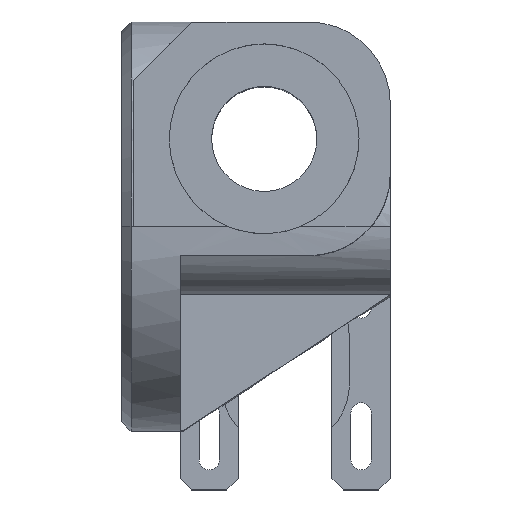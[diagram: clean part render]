
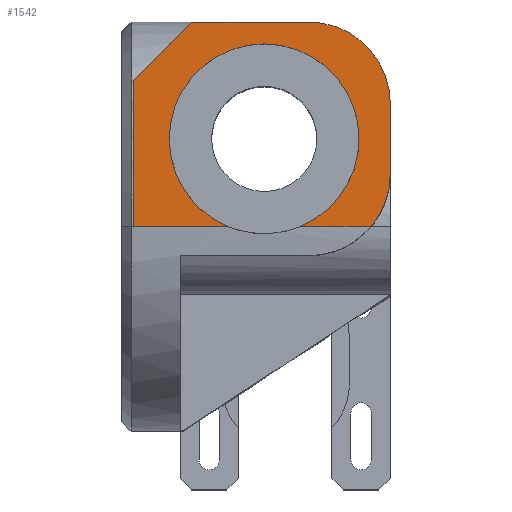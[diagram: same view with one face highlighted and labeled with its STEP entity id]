
A CAD part, top view. The second image highlights one B-rep face of the part: STEP entity #1542.
In plain terms, the highlighted planar face has unit normal (0, 0, 1).
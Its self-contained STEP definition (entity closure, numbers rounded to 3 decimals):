
#155 = CARTESIAN_POINT ( 'NONE',  ( 46., 0., 35. ) ) ;
#158 = EDGE_CURVE ( 'NONE', #842, #1110, #1636, .T. ) ;
#221 = ORIENTED_EDGE ( 'NONE', *, *, #1070, .F. ) ;
#242 = CARTESIAN_POINT ( 'NONE',  ( 40.65, 15., 35. ) ) ;
#313 = CARTESIAN_POINT ( 'NONE',  ( 10., 35., 35. ) ) ;
#320 = VERTEX_POINT ( 'NONE', #4024 ) ;
#393 = ORIENTED_EDGE ( 'NONE', *, *, #158, .T. ) ;
#454 = VECTOR ( 'NONE', #3837, 1000. ) ;
#458 = CARTESIAN_POINT ( 'NONE',  ( 32., 35., 35. ) ) ;
#485 = DIRECTION ( 'NONE',  ( 0., 0., 1. ) ) ;
#507 = DIRECTION ( 'NONE',  ( 0., -1., 0. ) ) ;
#617 = DIRECTION ( 'NONE',  ( 0., 0., -1. ) ) ;
#699 = VECTOR ( 'NONE', #1610, 1000. ) ;
#711 = EDGE_CURVE ( 'NONE', #1144, #2600, #3402, .T. ) ;
#734 = EDGE_CURVE ( 'NONE', #2510, #1144, #2501, .T. ) ;
#842 = VERTEX_POINT ( 'NONE', #3885 ) ;
#858 = CARTESIAN_POINT ( 'NONE',  ( 2., 0., 35. ) ) ;
#876 = FACE_OUTER_BOUND ( 'NONE', #1807, .T. ) ;
#948 = VERTEX_POINT ( 'NONE', #2354 ) ;
#955 = ORIENTED_EDGE ( 'NONE', *, *, #1451, .T. ) ;
#1070 = EDGE_CURVE ( 'NONE', #2597, #3602, #3696, .T. ) ;
#1110 = VERTEX_POINT ( 'NONE', #242 ) ;
#1144 = VERTEX_POINT ( 'NONE', #1170 ) ;
#1170 = CARTESIAN_POINT ( 'NONE',  ( 12., 35., 35. ) ) ;
#1172 = CARTESIAN_POINT ( 'NONE',  ( 2., 0., 35. ) ) ;
#1196 = ORIENTED_EDGE ( 'NONE', *, *, #1366, .T. ) ;
#1213 = CARTESIAN_POINT ( 'NONE',  ( 10., 0., 35. ) ) ;
#1366 = EDGE_CURVE ( 'NONE', #2600, #3602, #2052, .T. ) ;
#1445 = CIRCLE ( 'NONE', #2290, 14. ) ;
#1451 = EDGE_CURVE ( 'NONE', #2959, #2510, #1445, .T. ) ;
#1521 = DIRECTION ( 'NONE',  ( -1., 0., 0. ) ) ;
#1542 = ADVANCED_FACE ( 'NONE', ( #876 ), #1850, .F. ) ;
#1566 = DIRECTION ( 'NONE',  ( 0., 0., -1. ) ) ;
#1610 = DIRECTION ( 'NONE',  ( -0.707, -0.707, 0. ) ) ;
#1636 = CIRCLE ( 'NONE', #2159, 16.25 ) ;
#1675 = EDGE_CURVE ( 'NONE', #2959, #1687, #1699, .T. ) ;
#1687 = VERTEX_POINT ( 'NONE', #3871 ) ;
#1699 = LINE ( 'NONE', #155, #454 ) ;
#1731 = CARTESIAN_POINT ( 'NONE',  ( 24.4, 15., 35. ) ) ;
#1807 = EDGE_LOOP ( 'NONE', ( #2458, #3040, #1880, #955, #1872, #3761, #1196, #221, #2167, #393, #3581 ) ) ;
#1827 = VECTOR ( 'NONE', #4001, 1000. ) ;
#1850 = PLANE ( 'NONE',  #2227 ) ;
#1872 = ORIENTED_EDGE ( 'NONE', *, *, #734, .T. ) ;
#1875 = VECTOR ( 'NONE', #3171, 1000. ) ;
#1880 = ORIENTED_EDGE ( 'NONE', *, *, #1675, .F. ) ;
#1966 = EDGE_CURVE ( 'NONE', #320, #948, #2811, .T. ) ;
#2032 = CARTESIAN_POINT ( 'NONE',  ( 32., 21., 35. ) ) ;
#2052 = LINE ( 'NONE', #858, #2417 ) ;
#2113 = CARTESIAN_POINT ( 'NONE',  ( 10., 0., 35. ) ) ;
#2124 = AXIS2_PLACEMENT_3D ( 'NONE', #2360, #3043, #1521 ) ;
#2159 = AXIS2_PLACEMENT_3D ( 'NONE', #2278, #2878, #3802 ) ;
#2167 = ORIENTED_EDGE ( 'NONE', *, *, #3157, .T. ) ;
#2227 = AXIS2_PLACEMENT_3D ( 'NONE', #2113, #1566, #3353 ) ;
#2278 = CARTESIAN_POINT ( 'NONE',  ( 24.4, 15., 35. ) ) ;
#2290 = AXIS2_PLACEMENT_3D ( 'NONE', #2032, #485, #2955 ) ;
#2323 = DIRECTION ( 'NONE',  ( -1., 0., 0. ) ) ;
#2354 = CARTESIAN_POINT ( 'NONE',  ( 30.65, 0., 35. ) ) ;
#2360 = CARTESIAN_POINT ( 'NONE',  ( 24.4, 15., 35. ) ) ;
#2417 = VECTOR ( 'NONE', #507, 1000. ) ;
#2432 = DIRECTION ( 'NONE',  ( -1., 0., 0. ) ) ;
#2458 = ORIENTED_EDGE ( 'NONE', *, *, #1966, .F. ) ;
#2501 = LINE ( 'NONE', #313, #1875 ) ;
#2510 = VERTEX_POINT ( 'NONE', #458 ) ;
#2527 = CARTESIAN_POINT ( 'NONE',  ( 10., 0., 35. ) ) ;
#2564 = CARTESIAN_POINT ( 'NONE',  ( 46., 21., 35. ) ) ;
#2570 = AXIS2_PLACEMENT_3D ( 'NONE', #3487, #2599, #2323 ) ;
#2597 = VERTEX_POINT ( 'NONE', #2688 ) ;
#2599 = DIRECTION ( 'NONE',  ( 0., 0., 1. ) ) ;
#2600 = VERTEX_POINT ( 'NONE', #3329 ) ;
#2688 = CARTESIAN_POINT ( 'NONE',  ( 18.15, 0., 35. ) ) ;
#2768 = VECTOR ( 'NONE', #3387, 1000. ) ;
#2811 = LINE ( 'NONE', #2527, #2768 ) ;
#2834 = CIRCLE ( 'NONE', #3027, 16.25 ) ;
#2854 = EDGE_CURVE ( 'NONE', #320, #1687, #3022, .T. ) ;
#2878 = DIRECTION ( 'NONE',  ( 0., 0., -1. ) ) ;
#2955 = DIRECTION ( 'NONE',  ( -1., 0., 0. ) ) ;
#2959 = VERTEX_POINT ( 'NONE', #2564 ) ;
#3022 = CIRCLE ( 'NONE', #2570, 14. ) ;
#3027 = AXIS2_PLACEMENT_3D ( 'NONE', #1731, #617, #2432 ) ;
#3040 = ORIENTED_EDGE ( 'NONE', *, *, #2854, .T. ) ;
#3043 = DIRECTION ( 'NONE',  ( 0., 0., -1. ) ) ;
#3113 = EDGE_CURVE ( 'NONE', #1110, #948, #2834, .T. ) ;
#3115 = CARTESIAN_POINT ( 'NONE',  ( 12., 35., 35. ) ) ;
#3157 = EDGE_CURVE ( 'NONE', #2597, #842, #3875, .T. ) ;
#3171 = DIRECTION ( 'NONE',  ( -1., 0., 0. ) ) ;
#3329 = CARTESIAN_POINT ( 'NONE',  ( 2., 25., 35. ) ) ;
#3353 = DIRECTION ( 'NONE',  ( -1., 0., 0. ) ) ;
#3387 = DIRECTION ( 'NONE',  ( -1., 0., 0. ) ) ;
#3402 = LINE ( 'NONE', #3115, #699 ) ;
#3487 = CARTESIAN_POINT ( 'NONE',  ( 32., 9., 35. ) ) ;
#3581 = ORIENTED_EDGE ( 'NONE', *, *, #3113, .T. ) ;
#3602 = VERTEX_POINT ( 'NONE', #1172 ) ;
#3696 = LINE ( 'NONE', #1213, #1827 ) ;
#3761 = ORIENTED_EDGE ( 'NONE', *, *, #711, .T. ) ;
#3802 = DIRECTION ( 'NONE',  ( -1., 0., 0. ) ) ;
#3837 = DIRECTION ( 'NONE',  ( 0., -1., 0. ) ) ;
#3871 = CARTESIAN_POINT ( 'NONE',  ( 46., 9., 35. ) ) ;
#3875 = CIRCLE ( 'NONE', #2124, 16.25 ) ;
#3885 = CARTESIAN_POINT ( 'NONE',  ( 8.15, 15., 35. ) ) ;
#4001 = DIRECTION ( 'NONE',  ( -1., 0., 0. ) ) ;
#4024 = CARTESIAN_POINT ( 'NONE',  ( 42.724, 0., 35. ) ) ;
